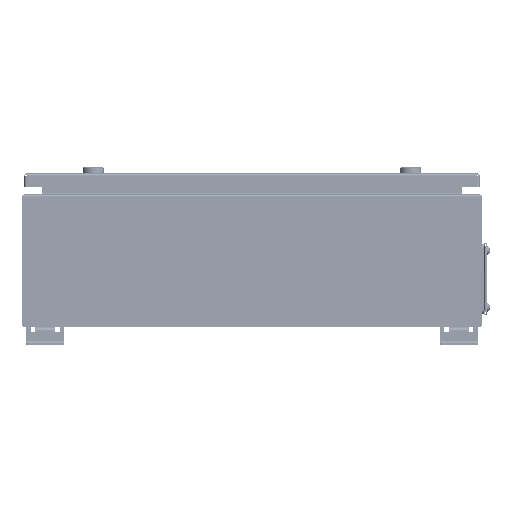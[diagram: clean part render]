
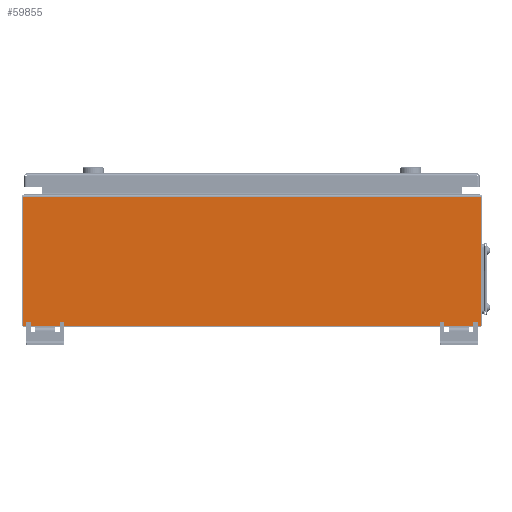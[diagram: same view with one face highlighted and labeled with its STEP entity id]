
A CAD part, left-side view. The second image highlights one B-rep face of the part: STEP entity #59855.
In plain terms, the highlighted planar face has unit normal (-1, 0, 0).
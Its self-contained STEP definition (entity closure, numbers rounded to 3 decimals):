
#898 = CIRCLE ( 'NONE', #31761, 3. ) ;
#1759 = VERTEX_POINT ( 'NONE', #40347 ) ;
#2207 = CARTESIAN_POINT ( 'NONE',  ( -1.5, 300., 86.5 ) ) ;
#2451 = DIRECTION ( 'NONE',  ( 0., 1., 0. ) ) ;
#3192 = ORIENTED_EDGE ( 'NONE', *, *, #8617, .T. ) ;
#3557 = LINE ( 'NONE', #41799, #55961 ) ;
#4550 = VERTEX_POINT ( 'NONE', #70080 ) ;
#5152 = PLANE ( 'NONE',  #50248 ) ;
#7272 = CARTESIAN_POINT ( 'NONE',  ( -1.5, -300., 86.5 ) ) ;
#8617 = EDGE_CURVE ( 'NONE', #4550, #1759, #22328, .T. ) ;
#9974 = EDGE_LOOP ( 'NONE', ( #32683, #3192, #39812, #26010, #41954, #69262 ) ) ;
#10328 = CARTESIAN_POINT ( 'NONE',  ( -1.5, -300., 83.5 ) ) ;
#12493 = DIRECTION ( 'NONE',  ( 0., 0., -1. ) ) ;
#17719 = CARTESIAN_POINT ( 'NONE',  ( -1.5, 300., -83.5 ) ) ;
#22328 = CIRCLE ( 'NONE', #37669, 3. ) ;
#23519 = EDGE_CURVE ( 'NONE', #38812, #1759, #29909, .T. ) ;
#25247 = CARTESIAN_POINT ( 'NONE',  ( -1.5, 300., 83.5 ) ) ;
#26010 = ORIENTED_EDGE ( 'NONE', *, *, #48049, .T. ) ;
#29909 = LINE ( 'NONE', #7272, #57316 ) ;
#31761 = AXIS2_PLACEMENT_3D ( 'NONE', #37601, #67323, #49410 ) ;
#32683 = ORIENTED_EDGE ( 'NONE', *, *, #57445, .F. ) ;
#33903 = VECTOR ( 'NONE', #59704, 1000. ) ;
#34346 = EDGE_CURVE ( 'NONE', #39007, #47176, #898, .T. ) ;
#37381 = CARTESIAN_POINT ( 'NONE',  ( -1.5, 297., -86.5 ) ) ;
#37601 = CARTESIAN_POINT ( 'NONE',  ( -1.5, 297., -83.5 ) ) ;
#37669 = AXIS2_PLACEMENT_3D ( 'NONE', #40909, #68805, #46445 ) ;
#38812 = VERTEX_POINT ( 'NONE', #10328 ) ;
#39007 = VERTEX_POINT ( 'NONE', #17719 ) ;
#39631 = CARTESIAN_POINT ( 'NONE',  ( -1.5, 0., 0. ) ) ;
#39812 = ORIENTED_EDGE ( 'NONE', *, *, #23519, .F. ) ;
#40347 = CARTESIAN_POINT ( 'NONE',  ( -1.5, -300., -83.5 ) ) ;
#40909 = CARTESIAN_POINT ( 'NONE',  ( -1.5, -297., -83.5 ) ) ;
#41799 = CARTESIAN_POINT ( 'NONE',  ( -1.5, -300., -86.5 ) ) ;
#41825 = DIRECTION ( 'NONE',  ( 0., 0., 1. ) ) ;
#41954 = ORIENTED_EDGE ( 'NONE', *, *, #60957, .F. ) ;
#46271 = FACE_OUTER_BOUND ( 'NONE', #9974, .T. ) ;
#46445 = DIRECTION ( 'NONE',  ( 0., 0., 1. ) ) ;
#47176 = VERTEX_POINT ( 'NONE', #37381 ) ;
#47544 = LINE ( 'NONE', #63955, #70508 ) ;
#48049 = EDGE_CURVE ( 'NONE', #38812, #56129, #47544, .T. ) ;
#49410 = DIRECTION ( 'NONE',  ( 0., 0., 1. ) ) ;
#50248 = AXIS2_PLACEMENT_3D ( 'NONE', #39631, #50333, #41825 ) ;
#50333 = DIRECTION ( 'NONE',  ( -1., 0., 0. ) ) ;
#55961 = VECTOR ( 'NONE', #2451, 1000. ) ;
#56129 = VERTEX_POINT ( 'NONE', #25247 ) ;
#57316 = VECTOR ( 'NONE', #12493, 1000. ) ;
#57445 = EDGE_CURVE ( 'NONE', #4550, #47176, #3557, .T. ) ;
#59341 = LINE ( 'NONE', #2207, #33903 ) ;
#59704 = DIRECTION ( 'NONE',  ( 0., 0., 1. ) ) ;
#59855 = ADVANCED_FACE ( 'NONE', ( #46271 ), #5152, .T. ) ;
#60957 = EDGE_CURVE ( 'NONE', #39007, #56129, #59341, .T. ) ;
#63955 = CARTESIAN_POINT ( 'NONE',  ( -1.5, -300., 83.5 ) ) ;
#67323 = DIRECTION ( 'NONE',  ( -1., 0., 0. ) ) ;
#68805 = DIRECTION ( 'NONE',  ( -1., 0., 0. ) ) ;
#69262 = ORIENTED_EDGE ( 'NONE', *, *, #34346, .T. ) ;
#70080 = CARTESIAN_POINT ( 'NONE',  ( -1.5, -297., -86.5 ) ) ;
#70508 = VECTOR ( 'NONE', #71002, 1000. ) ;
#71002 = DIRECTION ( 'NONE',  ( 0., 1., 0. ) ) ;
